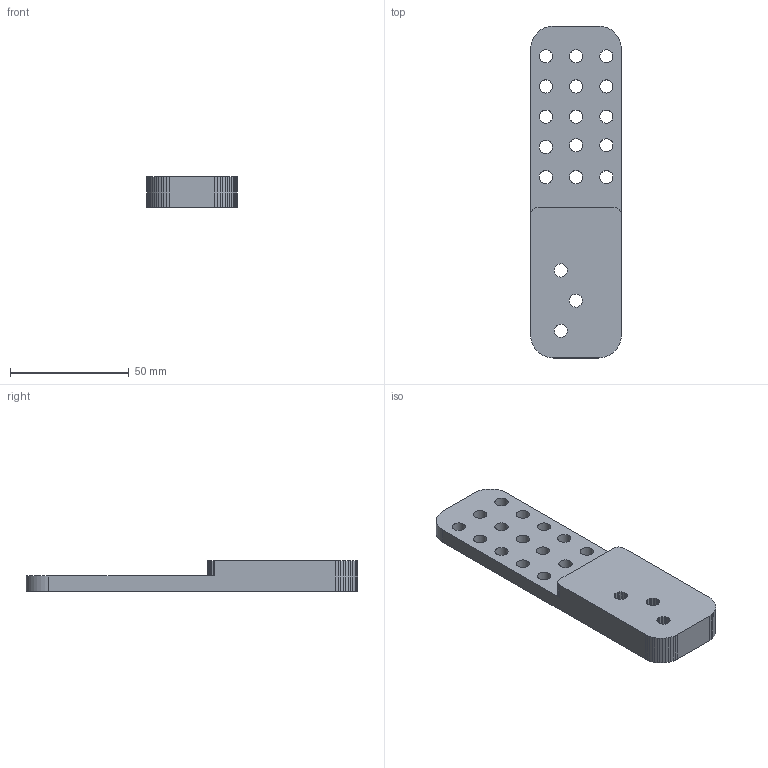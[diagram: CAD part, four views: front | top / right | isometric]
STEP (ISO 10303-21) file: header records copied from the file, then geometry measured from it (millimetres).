
FILE_DESCRIPTION(/* description */ (''),/* implementation_level */ '2;1');
FILE_NAME(/* name */ 'energy chain better.stp',/* time_stamp */ '2025-02-07T23:04:58-06:00',/* author */ ('henry'),/* organization */ (''),/* preprocessor_version */ 'ST-DEVELOPER v20',/* originating_system */ 'Autodesk Inventor 2025',/* authorisation */ '');
FILE_SCHEMA (('AUTOMOTIVE_DESIGN { 1 0 10303 214 3 1 1 }'));
Length unit declared in the file: inch
Products named in the file (1): Energy chain 3d print
Bounding box: 38.1 x 139.7 x 12.7 mm (x, y, z)
Volume: 45159.8 mm3; surface area: 15318.4 mm2
Topology: 1 solids, 1 shells, 148 faces, 438 edges, 292 vertices
Faces by surface type: plane 131, cylinder 17
Full cylindrical faces by diameter (mm): 5.556 x9, 5.563 x6
Entity records: 5002 total; most frequent: CARTESIAN_POINT 879, ORIENTED_EDGE 876, DIRECTION 770, EDGE_CURVE 438, LINE 404, VECTOR 404, VERTEX_POINT 292, EDGE_LOOP 184
